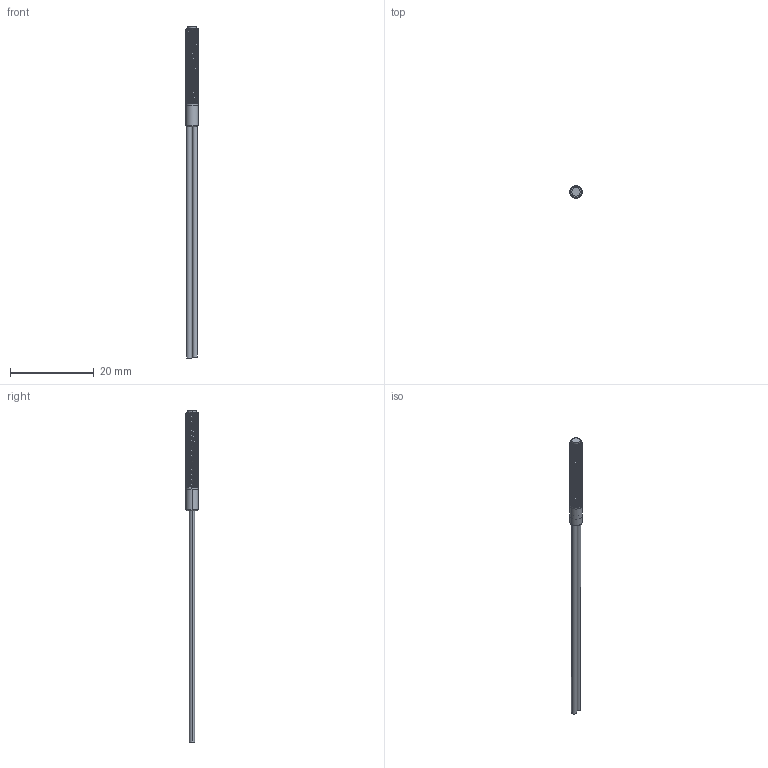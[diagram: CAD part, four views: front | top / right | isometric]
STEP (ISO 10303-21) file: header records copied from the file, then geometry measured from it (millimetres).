
FILE_DESCRIPTION((''),'2;1');
FILE_NAME('RCM3-2_ANY_ASM','2020-11-13T',('Gavin'),(''),'PRO/ENGINEER BY PARAMETRIC TECHNOLOGY CORPORATION, 2009440','PRO/ENGINEER BY PARAMETRIC TECHNOLOGY CORPORATION, 2009440','');
FILE_SCHEMA(('CONFIG_CONTROL_DESIGN'));
Products named in the file (4): M3-BODY_ANY; M4-COVER_ANY; LINE125_ANY; RCM3-2_ANY_ASM
Assembly tree (4 placements, depth 2):
  RCM3-2_ANY_ASM
    M3-BODY_ANY
    M4-COVER_ANY
    LINE125_ANY  x2
Bounding box: 3 x 3 x 79.08 mm (x, y, z)
Volume: 288.7 mm3; surface area: 900.9 mm2
Topology: 4 solids, 4 shells, 190 faces, 522 edges, 341 vertices
Faces by surface type: cylinder 138, bspline 34, plane 13, cone 5
Entity records: 46488 total; most frequent: CARTESIAN_POINT 42290, ORIENTED_EDGE 1032, DIRECTION 571, EDGE_CURVE 516, VERTEX_POINT 337, B_SPLINE_CURVE_WITH_KNOTS 304, AXIS2_PLACEMENT_3D 199, EDGE_LOOP 191
